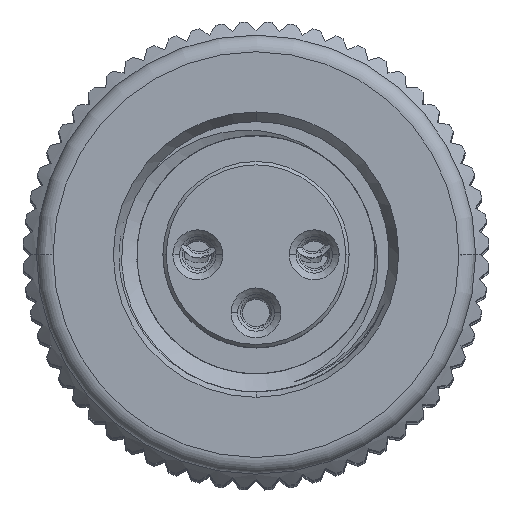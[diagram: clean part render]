
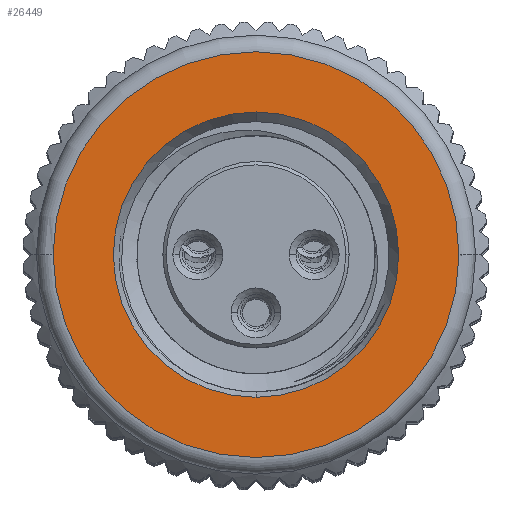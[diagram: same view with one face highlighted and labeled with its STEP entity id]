
A CAD part, top view. The second image highlights one B-rep face of the part: STEP entity #26449.
In plain terms, the highlighted planar face has unit normal (0, 0, 1).
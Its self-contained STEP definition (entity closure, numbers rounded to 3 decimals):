
#35=CARTESIAN_POINT('',(0.,0.,7.2));
#36=DIRECTION('',(0.,0.,-1.));
#37=DIRECTION('',(1.,-0.007,0.));
#38=AXIS2_PLACEMENT_3D('',#35,#36,#37);
#44=CARTESIAN_POINT('',(0.,0.,7.2));
#45=DIRECTION('',(0.,0.,-1.));
#46=DIRECTION('',(-1.,0.007,0.));
#47=AXIS2_PLACEMENT_3D('',#44,#45,#46);
#52=CARTESIAN_POINT('',(0.,0.,7.2));
#53=DIRECTION('',(0.,0.,1.));
#54=DIRECTION('',(0.,1.,0.));
#55=AXIS2_PLACEMENT_3D('',#52,#53,#54);
#60=CARTESIAN_POINT('',(0.,0.,7.2));
#61=DIRECTION('',(0.,0.,1.));
#62=DIRECTION('',(0.,-1.,0.));
#63=AXIS2_PLACEMENT_3D('',#60,#61,#62);
#68=CARTESIAN_POINT('',(0.,0.,7.2));
#69=DIRECTION('',(0.,0.,1.));
#70=DIRECTION('',(1.,-0.007,0.));
#71=AXIS2_PLACEMENT_3D('',#68,#69,#70);
#100=CARTESIAN_POINT('',(0.,0.,7.2));
#101=DIRECTION('',(0.,0.,1.));
#102=DIRECTION('',(-1.,0.007,0.));
#103=AXIS2_PLACEMENT_3D('',#100,#101,#102);
#23696=CARTESIAN_POINT('',(6.1,-0.043,7.2));
#23697=CARTESIAN_POINT('',(-6.1,0.,7.2));
#23698=VERTEX_POINT('',#23696);
#23699=VERTEX_POINT('',#23697);
#23700=CARTESIAN_POINT('',(6.1,0.,7.2));
#23701=VERTEX_POINT('',#23700);
#23702=CARTESIAN_POINT('',(-6.1,0.043,7.2));
#23703=VERTEX_POINT('',#23702);
#23704=CARTESIAN_POINT('',(0.,4.289,7.2));
#23705=CARTESIAN_POINT('',(0.,-4.289,7.2));
#23706=VERTEX_POINT('',#23704);
#23707=VERTEX_POINT('',#23705);
#26428=CARTESIAN_POINT('',(0.,0.,7.2));
#26429=DIRECTION('',(0.,0.,1.));
#26430=DIRECTION('',(1.,0.,0.));
#26431=AXIS2_PLACEMENT_3D('',#26428,#26429,#26430);
#26432=PLANE('',#26431);
#26434=ORIENTED_EDGE('',*,*,#26433,.F.);
#26436=ORIENTED_EDGE('',*,*,#26435,.T.);
#26438=ORIENTED_EDGE('',*,*,#26437,.F.);
#26440=ORIENTED_EDGE('',*,*,#26439,.T.);
#26441=EDGE_LOOP('',(#26434,#26436,#26438,#26440));
#26442=FACE_OUTER_BOUND('',#26441,.F.);
#26444=ORIENTED_EDGE('',*,*,#26443,.T.);
#26446=ORIENTED_EDGE('',*,*,#26445,.T.);
#26447=EDGE_LOOP('',(#26444,#26446));
#26448=FACE_BOUND('',#26447,.F.);
#39=CIRCLE('',#38,6.1);
#48=CIRCLE('',#47,6.1);
#56=CIRCLE('',#55,4.289);
#64=CIRCLE('',#63,4.289);
#72=CIRCLE('',#71,6.1);
#104=CIRCLE('',#103,6.1);
#26433=EDGE_CURVE('',#23698,#23701,#72,.T.);
#26435=EDGE_CURVE('',#23698,#23699,#39,.T.);
#26437=EDGE_CURVE('',#23703,#23699,#104,.T.);
#26439=EDGE_CURVE('',#23703,#23701,#48,.T.);
#26443=EDGE_CURVE('',#23706,#23707,#56,.T.);
#26445=EDGE_CURVE('',#23707,#23706,#64,.T.);
#26449=ADVANCED_FACE('',(#26442,#26448),#26432,.T.);
